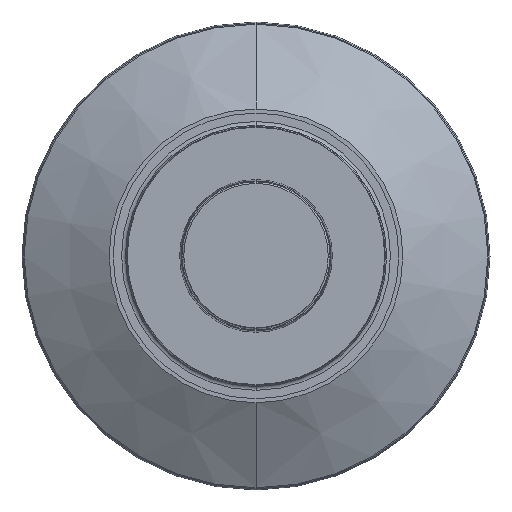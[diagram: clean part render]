
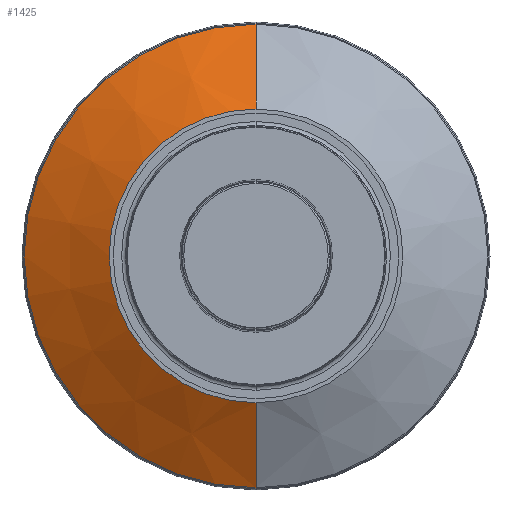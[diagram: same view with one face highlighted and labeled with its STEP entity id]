
A CAD part, top view. The second image highlights one B-rep face of the part: STEP entity #1425.
In plain terms, the highlighted conical face has half-angle 60.002 degrees and reference radius 8.778 mm.
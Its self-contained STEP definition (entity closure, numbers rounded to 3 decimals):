
#1113=CARTESIAN_POINT('',(0.,0.,0.37));
#1114=DIRECTION('',(0.,0.,-1.));
#1115=DIRECTION('',(0.,1.,0.));
#1116=AXIS2_PLACEMENT_3D('',#1113,#1114,#1115);
#1121=DIRECTION('',(0.,0.866,0.5));
#1122=VECTOR('',#1121,4.549);
#1123=CARTESIAN_POINT('',(0.,6.808,0.37));
#1124=LINE('',#1123,#1122);
#1128=DIRECTION('',(0.,-0.866,0.5));
#1129=VECTOR('',#1128,4.549);
#1130=CARTESIAN_POINT('',(0.,-6.808,0.37));
#1131=LINE('',#1130,#1129);
#1165=CARTESIAN_POINT('',(0.,0.,2.644));
#1166=DIRECTION('',(0.,0.,-1.));
#1167=DIRECTION('',(0.,1.,0.));
#1168=AXIS2_PLACEMENT_3D('',#1165,#1166,#1167);
#1357=CARTESIAN_POINT('',(0.,6.808,0.37));
#1358=CARTESIAN_POINT('',(0.,10.747,2.644));
#1359=VERTEX_POINT('',#1357);
#1360=VERTEX_POINT('',#1358);
#1375=CARTESIAN_POINT('',(0.,-6.808,0.37));
#1376=CARTESIAN_POINT('',(0.,-10.747,2.644));
#1377=VERTEX_POINT('',#1375);
#1378=VERTEX_POINT('',#1376);
#1411=CARTESIAN_POINT('',(0.,0.,1.507));
#1412=DIRECTION('',(0.,0.,1.));
#1413=DIRECTION('',(0.,1.,0.));
#1414=AXIS2_PLACEMENT_3D('',#1411,#1412,#1413);
#1415=CONICAL_SURFACE('',#1414,8.778,60.002);
#1417=ORIENTED_EDGE('',*,*,#1416,.F.);
#1418=ORIENTED_EDGE('',*,*,#1398,.T.);
#1420=ORIENTED_EDGE('',*,*,#1419,.T.);
#1422=ORIENTED_EDGE('',*,*,#1421,.F.);
#1423=EDGE_LOOP('',(#1417,#1418,#1420,#1422));
#1424=FACE_OUTER_BOUND('',#1423,.F.);
#1425=ADVANCED_FACE('',(#1424),#1415,.T.);
#1117=CIRCLE('',#1116,6.808);
#1169=CIRCLE('',#1168,10.747);
#1398=EDGE_CURVE('',#1359,#1377,#1117,.T.);
#1416=EDGE_CURVE('',#1359,#1360,#1124,.T.);
#1419=EDGE_CURVE('',#1377,#1378,#1131,.T.);
#1421=EDGE_CURVE('',#1360,#1378,#1169,.T.);
